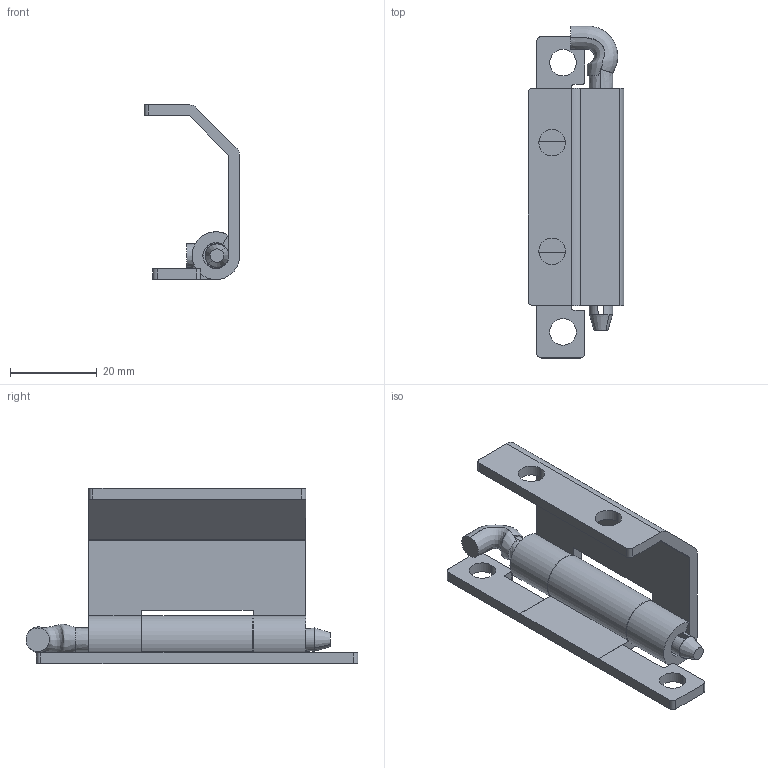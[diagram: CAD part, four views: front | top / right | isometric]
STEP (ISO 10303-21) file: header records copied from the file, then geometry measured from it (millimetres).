
FILE_DESCRIPTION(/* description */ (''),/* implementation_level */ '2;1');
FILE_NAME(/* name */ 'JL274',/* time_stamp */ '2024-10-08T09:24:38+08:00',/* author */ (''),/* organization */ (''),/* preprocessor_version */ 'ST-DEVELOPER v19.2',/* originating_system */ 'Rhino 8.5',/* authorisation */ '');
FILE_SCHEMA (('CONFIG_CONTROL_DESIGN'));
Length unit declared in the file: millimetre
Products named in the file (1): Document
Bounding box: 22 x 76.41 x 40.3 mm (x, y, z)
Volume: 12117.7 mm3; surface area: 11391.5 mm2
Topology: 6 solids, 6 shells, 82 faces, 211 edges, 139 vertices
Faces by surface type: plane 43, cylinder 31, bspline 8
Entity records: 3748 total; most frequent: CARTESIAN_POINT 1918, ORIENTED_EDGE 422, DIRECTION 225, EDGE_CURVE 211, AXIS2_PLACEMENT_3D 147, VERTEX_POINT 139, B_SPLINE_CURVE_WITH_KNOTS 107, EDGE_LOOP 90
